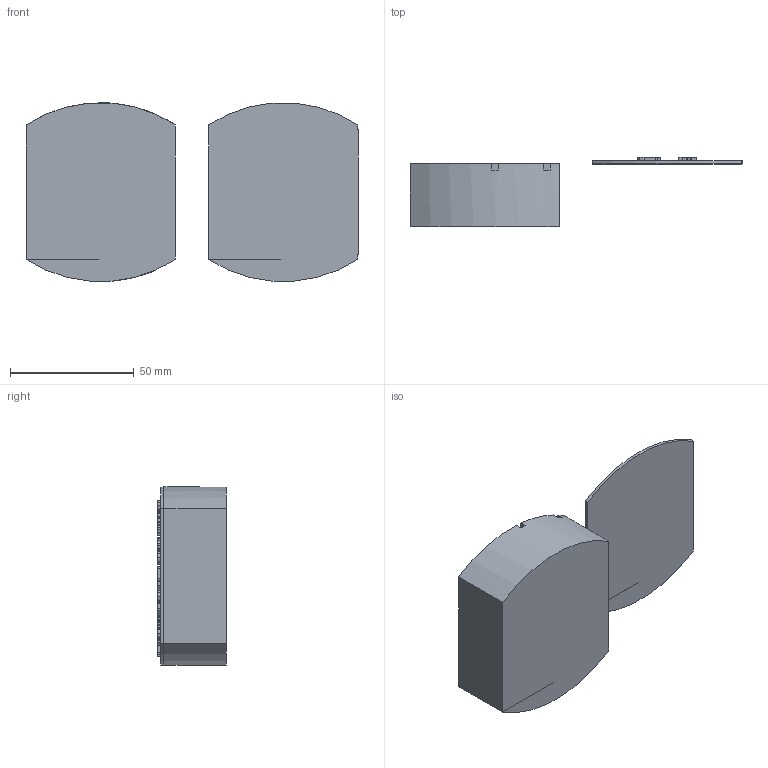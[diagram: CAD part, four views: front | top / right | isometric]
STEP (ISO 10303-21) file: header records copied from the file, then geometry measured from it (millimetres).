
FILE_DESCRIPTION(/* description */ (''),/* implementation_level */ '2;1');
FILE_NAME(/* name */ 'CastMinder Active Healing.step',/* time_stamp */ '2016-10-09T20:43:41-04:00',/* author */ (''),/* organization */ (''),/* preprocessor_version */ 'ST-DEVELOPER v16.5',/* originating_system */ 'Autodesk Translation Framework v5.2.0.2031',/* authorisation */ '');
FILE_SCHEMA (('AUTOMOTIVE_DESIGN { 1 0 10303 214 3 1 1 }'));
Length unit declared in the file: centimetre
Products named in the file (1): TENS v9
Bounding box: 133.99 x 27.76 x 71.95 mm (x, y, z)
Volume: 38433.7 mm3; surface area: 32186.7 mm2
Topology: 2 solids, 2 shells, 488 faces, 1353 edges, 898 vertices
Faces by surface type: bspline 259, plane 225, cylinder 4
Entity records: 17931 total; most frequent: CARTESIAN_POINT 7185, ORIENTED_EDGE 2710, EDGE_CURVE 1353, DIRECTION 1308, VERTEX_POINT 898, LINE 822, VECTOR 822, EDGE_LOOP 523
